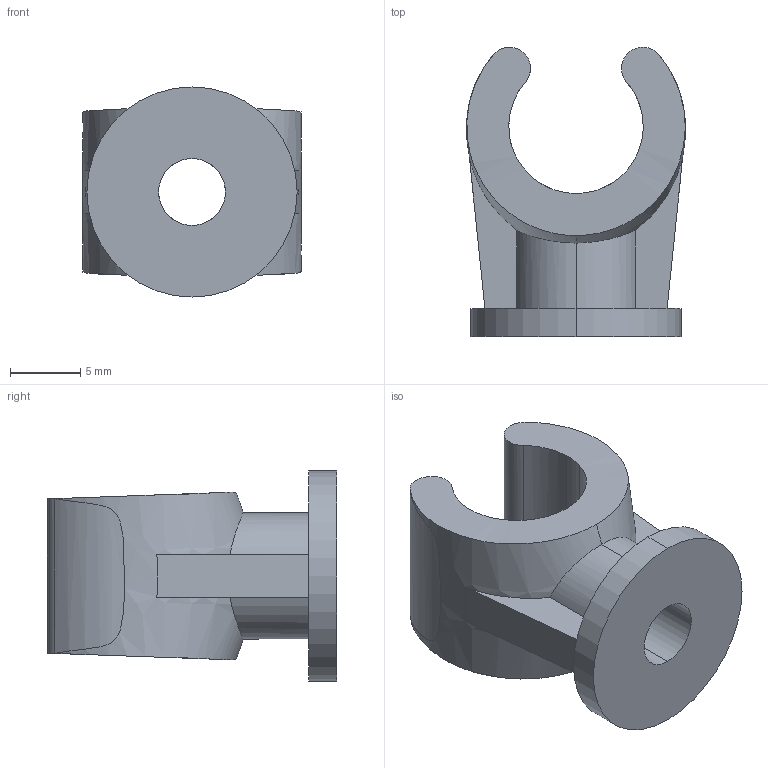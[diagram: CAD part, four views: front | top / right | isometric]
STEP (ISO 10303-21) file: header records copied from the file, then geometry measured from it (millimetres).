
FILE_DESCRIPTION (( 'STEP AP214' ), '1' );
FILE_NAME ('2140101.STEP', '2016-05-03T09:01:12', ( '' ), ( '' ), 'SwSTEP 2.0', 'SolidWorks 2014', '' );
FILE_SCHEMA (( 'AUTOMOTIVE_DESIGN' ));
Length unit declared in the file: millimetre
Products named in the file (1): 2140101
Bounding box: 15.61 x 20.64 x 15 mm (x, y, z)
Volume: 1762.5 mm3; surface area: 1617.6 mm2
Topology: 1 solids, 1 shells, 37 faces, 113 edges, 78 vertices
Faces by surface type: cylinder 21, plane 10, bspline 6
Entity records: 1741 total; most frequent: CARTESIAN_POINT 860, ORIENTED_EDGE 226, EDGE_CURVE 113, DIRECTION 111, VERTEX_POINT 78, B_SPLINE_CURVE_WITH_KNOTS 59, AXIS2_PLACEMENT_3D 43, EDGE_LOOP 39
